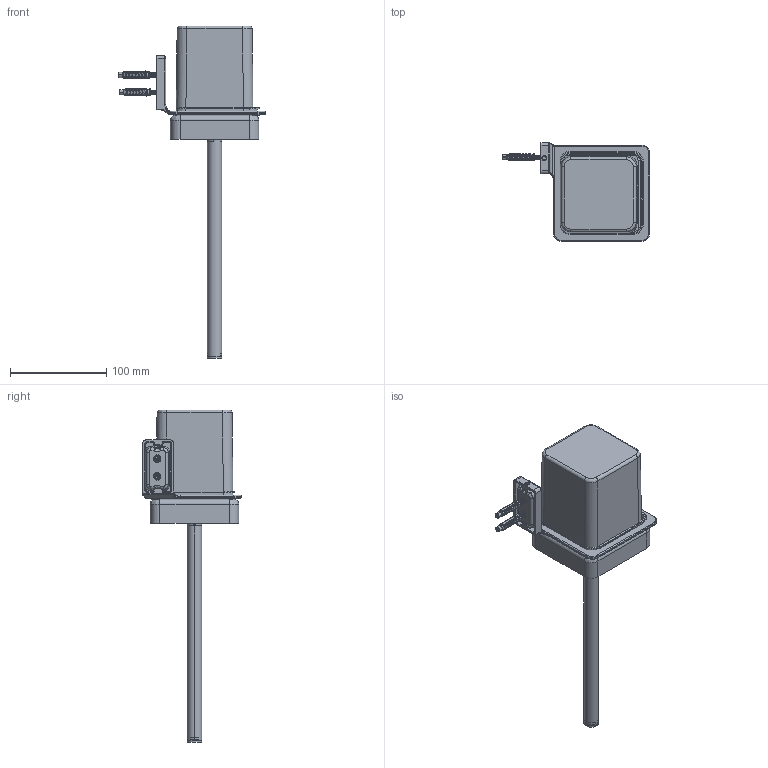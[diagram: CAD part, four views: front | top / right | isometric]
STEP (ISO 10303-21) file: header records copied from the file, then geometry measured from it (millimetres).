
FILE_DESCRIPTION((''),'2;1');
FILE_NAME('67005_ASM','2019-09-20T17:23:48',('Administrator'),(''),'CREO PARAMETRIC BY PTC INC, 2017110','CREO PARAMETRIC BY PTC INC, 2017110','');
FILE_SCHEMA(('AUTOMOTIVE_DESIGN { 1 0 10303 214 1 1 1 1 }'));
Length unit declared in the file: millimetre
Products named in the file (16): 675500; 675000; MCT104040; JIAOLI; DINGZUJIAN_ASM; DIBAN_ASM; NJ5X8; SBT6705PP; B05M0002; SST0009PP; SJL0503AB; P805533; P805530; P805531; FANGMATONGBEIZHUHE_ASM; 67005_ASM
Assembly tree (16 placements, depth 4):
  67005_ASM
    675500
    DIBAN_ASM
      675000
      DINGZUJIAN_ASM  x2
        MCT104040
        JIAOLI
    NJ5X8
    SBT6705PP
    FANGMATONGBEIZHUHE_ASM
      B05M0002
      SST0009PP
      SJL0503AB
      P805533
      P805530
      P805531
Bounding box: 153.11 x 102.31 x 345.5 mm (x, y, z)
Volume: 460261.5 mm3; surface area: 168438.9 mm2
Topology: 14 solids, 15 shells, 998 faces, 2543 edges, 1586 vertices
Faces by surface type: plane 371, cylinder 309, bspline 177, torus 86, cone 37, sphere 14, extrusion 4
Entity records: 39199 total; most frequent: CARTESIAN_POINT 19511, ORIENTED_EDGE 3746, DIRECTION 3414, EDGE_CURVE 1875, AXIS2_PLACEMENT_3D 1296, VERTEX_POINT 1162, VECTOR 822, LINE 820
